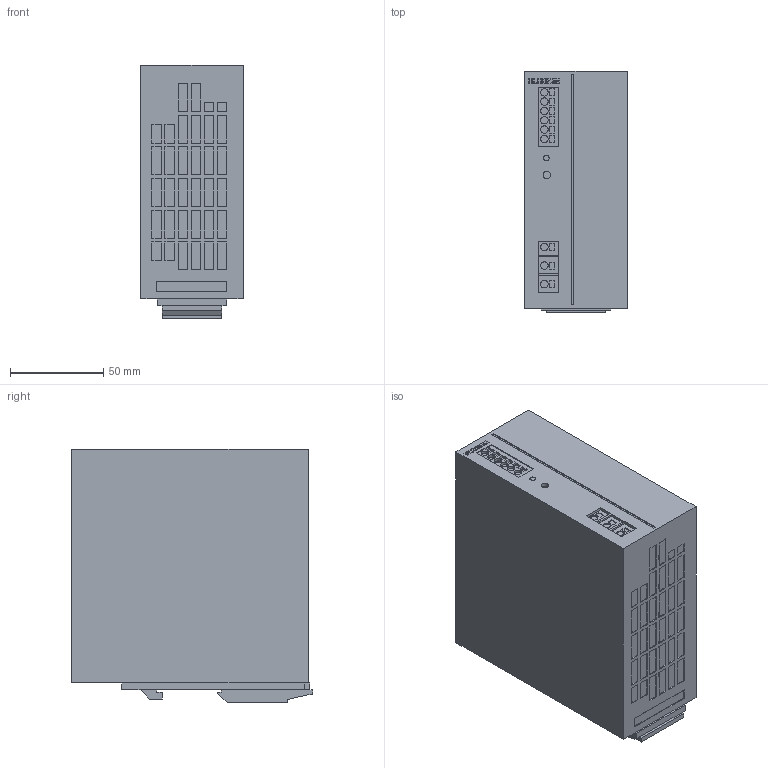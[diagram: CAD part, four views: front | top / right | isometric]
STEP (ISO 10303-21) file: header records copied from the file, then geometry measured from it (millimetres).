
FILE_DESCRIPTION (( 'STEP AP214' ), '1' );
FILE_NAME ('327956.STEP', '2021-01-21T14:51:06', ( '' ), ( '' ), 'SwSTEP 2.0', 'SolidWorks 2018', '' );
FILE_SCHEMA (( 'AUTOMOTIVE_DESIGN' ));
Length unit declared in the file: millimetre
Products named in the file (1): 327956
Bounding box: 55 x 129.3 x 136 mm (x, y, z)
Volume: 895080.3 mm3; surface area: 64137.7 mm2
Topology: 1 solids, 1 shells, 688 faces, 1730 edges, 1152 vertices
Faces by surface type: plane 664, cylinder 24
Entity records: 20224 total; most frequent: CARTESIAN_POINT 3571, ORIENTED_EDGE 3460, DIRECTION 3156, EDGE_CURVE 1730, LINE 1682, VECTOR 1682, VERTEX_POINT 1152, EDGE_LOOP 796
